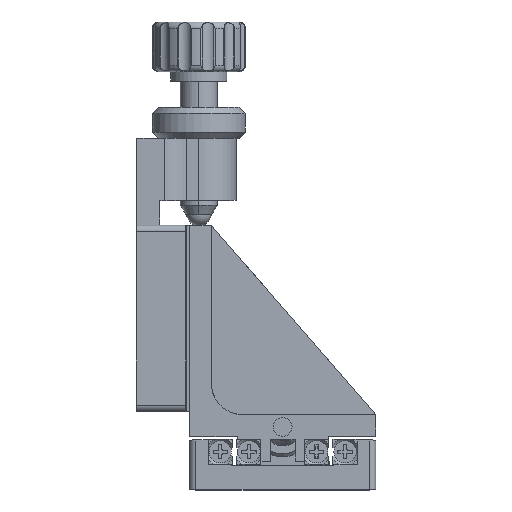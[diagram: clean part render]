
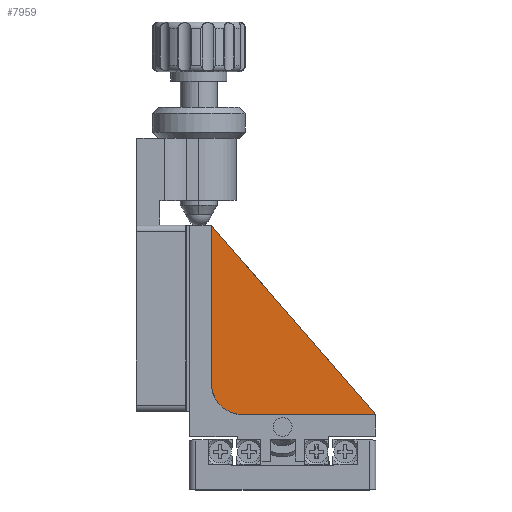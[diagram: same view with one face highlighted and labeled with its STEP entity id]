
A CAD part, top view. The second image highlights one B-rep face of the part: STEP entity #7959.
In plain terms, the highlighted planar face has unit normal (0, 0, 1).
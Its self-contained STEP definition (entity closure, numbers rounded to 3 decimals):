
#1750 = VERTEX_POINT ( 'NONE', #5228 ) ;
#5228 = CARTESIAN_POINT ( 'NONE',  ( 7.5, 38., 3. ) ) ;
#6068 = ORIENTED_EDGE ( 'NONE', *, *, #54127, .T. ) ;
#6815 = LINE ( 'NONE', #48139, #35566 ) ;
#7959 = ADVANCED_FACE ( 'NONE', ( #27193 ), #16546, .T. ) ;
#8055 = VECTOR ( 'NONE', #11468, 1000. ) ;
#8846 = LINE ( 'NONE', #24110, #39608 ) ;
#11062 = CARTESIAN_POINT ( 'NONE',  ( 34., 7.5, 3. ) ) ;
#11468 = DIRECTION ( 'NONE',  ( 0., -1., 0. ) ) ;
#12234 = CARTESIAN_POINT ( 'NONE',  ( 7.5, 38., 3. ) ) ;
#16546 = PLANE ( 'NONE',  #54876 ) ;
#16753 = CARTESIAN_POINT ( 'NONE',  ( 12.5, 12.5, 3. ) ) ;
#18760 = VERTEX_POINT ( 'NONE', #42978 ) ;
#18844 = VERTEX_POINT ( 'NONE', #35134 ) ;
#22348 = DIRECTION ( 'NONE',  ( -0.656, 0.755, 0. ) ) ;
#24110 = CARTESIAN_POINT ( 'NONE',  ( 12.5, 7.5, 3. ) ) ;
#25648 = EDGE_CURVE ( 'NONE', #1750, #18760, #54597, .T. ) ;
#26999 = DIRECTION ( 'NONE',  ( 0., 0., 1. ) ) ;
#27193 = FACE_OUTER_BOUND ( 'NONE', #47128, .T. ) ;
#28876 = AXIS2_PLACEMENT_3D ( 'NONE', #39777, #26999, #48783 ) ;
#29741 = DIRECTION ( 'NONE',  ( 1., 0., 0. ) ) ;
#29858 = ORIENTED_EDGE ( 'NONE', *, *, #25648, .T. ) ;
#33109 = ORIENTED_EDGE ( 'NONE', *, *, #49582, .T. ) ;
#33360 = DIRECTION ( 'NONE',  ( 0., 0., 1. ) ) ;
#34172 = DIRECTION ( 'NONE',  ( 1., 0., 0. ) ) ;
#35134 = CARTESIAN_POINT ( 'NONE',  ( 12.5, 7.5, 3. ) ) ;
#35566 = VECTOR ( 'NONE', #22348, 1000. ) ;
#37696 = ORIENTED_EDGE ( 'NONE', *, *, #43018, .T. ) ;
#39608 = VECTOR ( 'NONE', #34172, 1000. ) ;
#39777 = CARTESIAN_POINT ( 'NONE',  ( 12.5, 12.5, 3. ) ) ;
#41799 = CIRCLE ( 'NONE', #28876, 5. ) ;
#42978 = CARTESIAN_POINT ( 'NONE',  ( 7.5, 12.5, 3. ) ) ;
#43018 = EDGE_CURVE ( 'NONE', #18760, #18844, #41799, .T. ) ;
#46748 = VERTEX_POINT ( 'NONE', #11062 ) ;
#47128 = EDGE_LOOP ( 'NONE', ( #37696, #33109, #6068, #29858 ) ) ;
#48139 = CARTESIAN_POINT ( 'NONE',  ( 7.5, 38., 3. ) ) ;
#48783 = DIRECTION ( 'NONE',  ( 1., 0., 0. ) ) ;
#49582 = EDGE_CURVE ( 'NONE', #18844, #46748, #8846, .T. ) ;
#54127 = EDGE_CURVE ( 'NONE', #46748, #1750, #6815, .T. ) ;
#54597 = LINE ( 'NONE', #12234, #8055 ) ;
#54876 = AXIS2_PLACEMENT_3D ( 'NONE', #16753, #33360, #29741 ) ;
